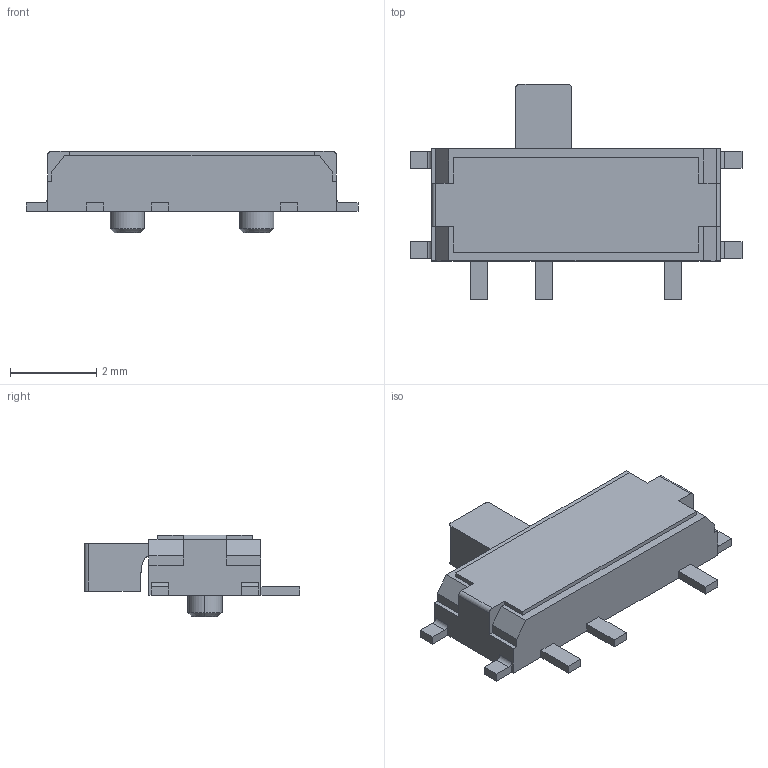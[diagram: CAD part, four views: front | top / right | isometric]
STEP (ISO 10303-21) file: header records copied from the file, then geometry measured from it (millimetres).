
FILE_DESCRIPTION (( 'STEP AP214' ), '1' );
FILE_NAME ('F65D32B5-8AD8-45DE-9EA7-AAE8A88BC4A6.STEP', '2024-05-24T04:21:30', ( '' ), ( '' ), 'SwSTEP 2.0', 'SolidWorks 2022', '' );
FILE_SCHEMA (( 'AUTOMOTIVE_DESIGN' ));
Length unit declared in the file: millimetre
Products named in the file (1): F65D32B5-8AD8-45DE-9EA7-AAE8A88BC4A6
Bounding box: 7.7 x 5 x 1.9 mm (x, y, z)
Volume: 26.4 mm3; surface area: 77.3 mm2
Topology: 1 solids, 1 shells, 86 faces, 237 edges, 156 vertices
Faces by surface type: plane 69, cylinder 12, cone 4, bspline 1
Entity records: 3013 total; most frequent: CARTESIAN_POINT 501, ORIENTED_EDGE 474, DIRECTION 435, EDGE_CURVE 237, VECTOR 207, LINE 207, VERTEX_POINT 156, AXIS2_PLACEMENT_3D 114
